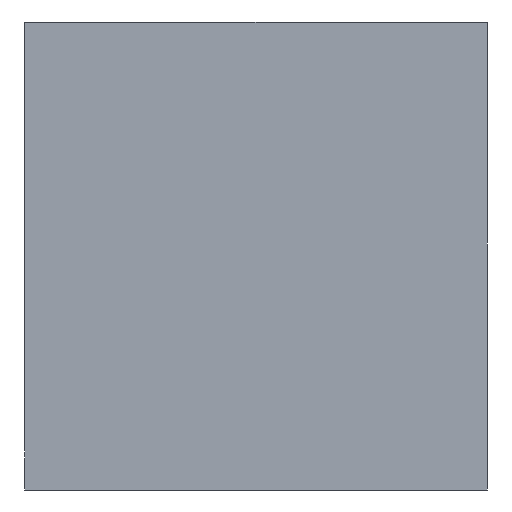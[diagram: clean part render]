
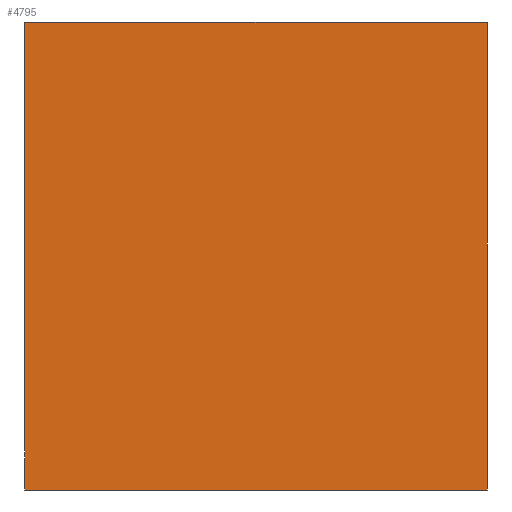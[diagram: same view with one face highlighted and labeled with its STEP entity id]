
A CAD part, left-side view. The second image highlights one B-rep face of the part: STEP entity #4795.
In plain terms, the highlighted planar face has unit normal (-1, 0, 0).
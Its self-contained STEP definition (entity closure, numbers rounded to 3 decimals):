
#759=FACE_OUTER_BOUND('',#1072,.T.);
#1072=EDGE_LOOP('',(#4333,#4334,#4335,#4336));
#1526=LINE('',#8470,#1925);
#1529=LINE('',#8514,#1928);
#1530=LINE('',#8528,#1929);
#1533=LINE('',#8542,#1932);
#1925=VECTOR('',#5727,54.7);
#1928=VECTOR('',#5782,54.);
#1929=VECTOR('',#5797,54.);
#1932=VECTOR('',#5814,54.7);
#2399=VERTEX_POINT('',#8463);
#2402=VERTEX_POINT('',#8468);
#2417=VERTEX_POINT('',#8512);
#2423=VERTEX_POINT('',#8527);
#3056=EDGE_CURVE('',#2399,#2402,#1526,.T.);
#3072=EDGE_CURVE('',#2417,#2402,#1529,.T.);
#3078=EDGE_CURVE('',#2423,#2399,#1530,.T.);
#3084=EDGE_CURVE('',#2423,#2417,#1533,.T.);
#4333=ORIENTED_EDGE('',*,*,#3056,.T.);
#4334=ORIENTED_EDGE('',*,*,#3072,.F.);
#4335=ORIENTED_EDGE('',*,*,#3084,.F.);
#4336=ORIENTED_EDGE('',*,*,#3078,.T.);
#4546=PLANE('',#5006);
#4795=ADVANCED_FACE('',(#759),#4546,.T.);
#5006=AXIS2_PLACEMENT_3D('',#8541,#5812,#5813);
#5727=DIRECTION('',(0.,0.,1.));
#5782=DIRECTION('',(0.,-1.,0.));
#5797=DIRECTION('',(0.,-1.,0.));
#5812=DIRECTION('center_axis',(-1.,0.,0.));
#5813=DIRECTION('ref_axis',(0.,1.,0.));
#5814=DIRECTION('',(0.,0.,1.));
#8463=CARTESIAN_POINT('',(269.7,0.,45.));
#8468=CARTESIAN_POINT('',(269.7,0.,99.7));
#8470=CARTESIAN_POINT('',(269.7,0.,45.));
#8512=CARTESIAN_POINT('',(269.7,54.,99.7));
#8514=CARTESIAN_POINT('',(269.7,54.,99.7));
#8527=CARTESIAN_POINT('',(269.7,54.,45.));
#8528=CARTESIAN_POINT('',(269.7,54.,45.));
#8541=CARTESIAN_POINT('Origin',(269.7,0.,45.));
#8542=CARTESIAN_POINT('',(269.7,54.,45.));
